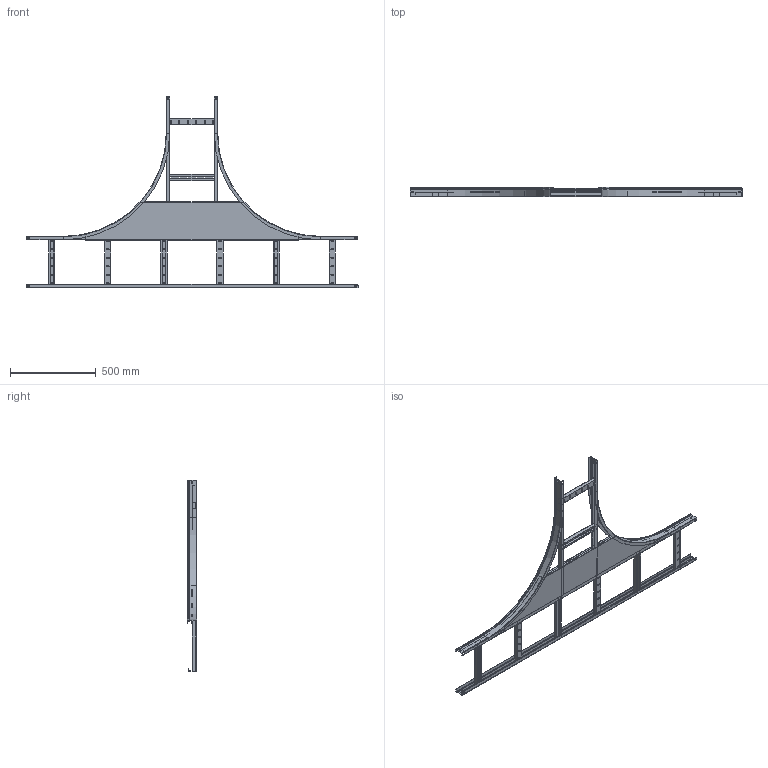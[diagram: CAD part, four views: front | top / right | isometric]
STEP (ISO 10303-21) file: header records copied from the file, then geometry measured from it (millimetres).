
FILE_DESCRIPTION (( 'STEP AP214' ), '1' );
FILE_NAME ('CRT05-4--01 (55x300).STEP', '2021-03-10T07:01:09', ( '' ), ( '' ), 'SwSTEP 2.0', 'SolidWorks 2017', '' );
FILE_SCHEMA (( 'AUTOMOTIVE_DESIGN' ));
Length unit declared in the file: millimetre
Products named in the file (10): ÊÈÂÀ 195.04.04 Ï-ïðîôèëü_îö_00_-02 (1884); ÊÈÂÀ 195.01.03_Ïëàíêà ïîïåðå÷íàÿ_00_-01; 195.04.02_Ïëàñòèíà ñîåäèíèòåëüíàÿ_îö_00_-01 (1884); ÊÈÂÀ 195.04.01 Ëîíæåðîí ïðÿìîé_îö_00_-01; 岓臍 195.02.01 呧翲歑鍙 摳賧禖嶱隬_00_-00; 岓臍 195.02.20 冓憵 600_隬_00_-01 (300); 岓臍 195.04.10 捘 冓憵_隬_00_-01 (1884x300); ÊÈÂÀ 195.02.05 Ï-ïðîôèëü_îö_00_668.2; CRT05-4--01 (55x300); ÊÈÂÀ 195.02.03 Ïëàíêà ïîïåðå÷íàÿ_îö_00_-01
Assembly tree (19 placements, depth 3):
  CRT05-4--01 (55x300)
    岓臍 195.04.10 捘 冓憵_隬_00_-01 (1884x300)
      ÊÈÂÀ 195.04.04 Ï-ïðîôèëü_îö_00_-02 (1884)  x2
      ÊÈÂÀ 195.01.03_Ïëàíêà ïîïåðå÷íàÿ_00_-01  x6
    195.04.02_Ïëàñòèíà ñîåäèíèòåëüíàÿ_îö_00_-01 (1884)  x2
    岓臍 195.02.20 冓憵 600_隬_00_-01 (300)
      ÊÈÂÀ 195.02.05 Ï-ïðîôèëü_îö_00_668.2  x2
      ÊÈÂÀ 195.02.03 Ïëàíêà ïîïåðå÷íàÿ_îö_00_-01  x2
    岓臍 195.02.01 呧翲歑鍙 摳賧禖嶱隬_00_-00  x2
    ÊÈÂÀ 195.04.01 Ëîíæåðîí ïðÿìîé_îö_00_-01
Bounding box: 1934 x 56.3 x 1117 mm (x, y, z)
Volume: 1697756 mm3; surface area: 2871834.1 mm2
Topology: 17 solids, 17 shells, 948 faces, 2494 edges, 1580 vertices
Faces by surface type: plane 700, cylinder 220, torus 20, cone 8
Entity records: 12350 total; most frequent: CARTESIAN_POINT 2082, DIRECTION 2068, ORIENTED_EDGE 2032, EDGE_CURVE 1016, LINE 800, VECTOR 800, AXIS2_PLACEMENT_3D 634, VERTEX_POINT 632
